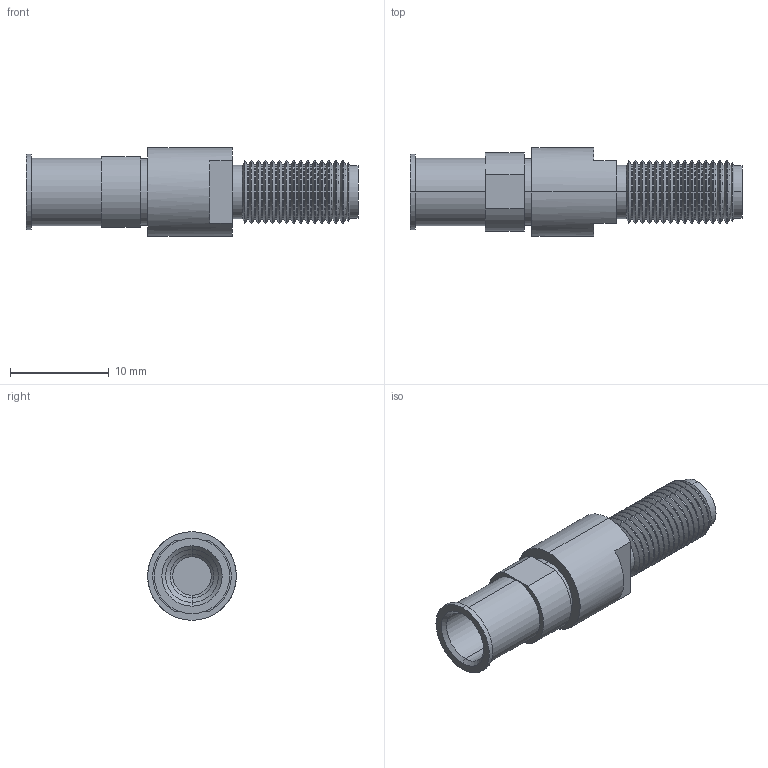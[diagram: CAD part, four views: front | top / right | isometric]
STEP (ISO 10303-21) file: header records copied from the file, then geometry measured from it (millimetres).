
FILE_DESCRIPTION (( 'STEP AP203' ), '1' );
FILE_NAME ('M-SP026.STEP', '2022-07-18T05:25:08', ( '' ), ( '' ), 'SwSTEP 2.0', 'SolidWorks 2018', '' );
FILE_SCHEMA (( 'CONFIG_CONTROL_DESIGN' ));
Length unit declared in the file: inch
Products named in the file (1): M-SP026
Bounding box: 33.55 x 8.97 x 8.97 mm (x, y, z)
Volume: 994.9 mm3; surface area: 1350.1 mm2
Topology: 1 solids, 1 shells, 201 faces, 434 edges, 243 vertices
Faces by surface type: cylinder 97, cone 72, plane 32
Entity records: 5447 total; most frequent: DIRECTION 1042, CARTESIAN_POINT 895, ORIENTED_EDGE 864, EDGE_CURVE 432, AXIS2_PLACEMENT_3D 410, VERTEX_POINT 243, VECTOR 222, LINE 222
